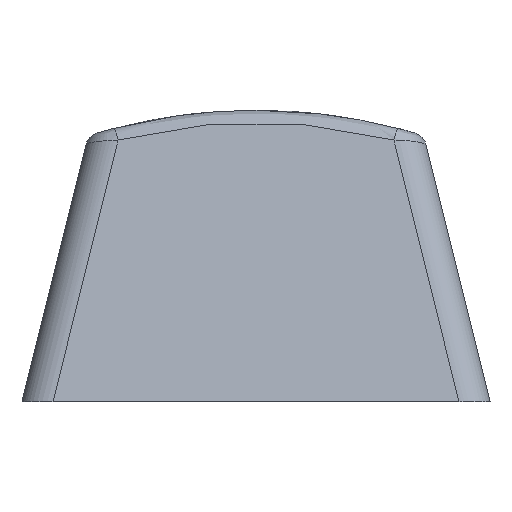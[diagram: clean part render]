
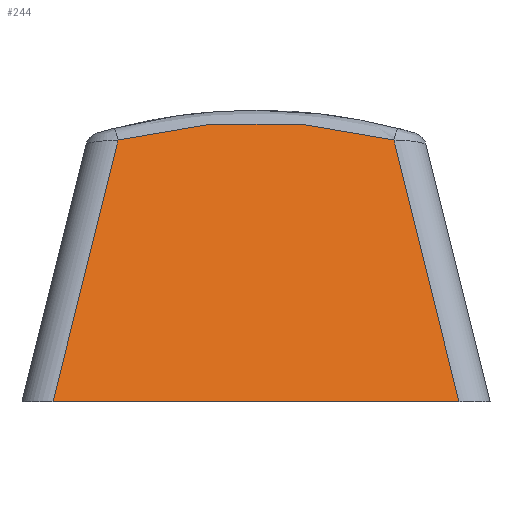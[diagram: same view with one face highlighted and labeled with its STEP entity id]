
A CAD part, left-side view. The second image highlights one B-rep face of the part: STEP entity #244.
In plain terms, the highlighted planar face has unit normal (-0.97, 0, 0.241).
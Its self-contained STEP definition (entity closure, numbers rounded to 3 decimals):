
#204=CARTESIAN_POINT('',(274.134,-93.075,2.145));
#205=DIRECTION('',(-0.97,0.,0.242));
#206=DIRECTION('',(0.242,0.,0.97));
#207=AXIS2_PLACEMENT_3D('',#204,#205,#206);
#208=PLANE('',#207);
#209=CARTESIAN_POINT('',(276.148,-98.464,10.236));
#210=VERTEX_POINT('',#209);
#211=CARTESIAN_POINT('',(276.148,-87.686,10.236));
#212=VERTEX_POINT('',#211);
#213=CARTESIAN_POINT('',(270.993,-93.075,-10.475));
#214=DIRECTION('',(-0.97,0.,0.242));
#215=DIRECTION('',(-0.242,-0.,-0.97));
#216=AXIS2_PLACEMENT_3D('',#213,#214,#215);
#217=ELLIPSE('',#216,22.054,21.401);
#218=EDGE_CURVE('',#210,#212,#217,.T.);
#219=ORIENTED_EDGE('',*,*,#218,.T.);
#220=CARTESIAN_POINT('',(273.6,-85.138,0.));
#221=VERTEX_POINT('',#220);
#222=CARTESIAN_POINT('',(276.148,-87.686,10.236));
#223=DIRECTION('',(-0.235,0.235,-0.943));
#224=VECTOR('',#223,10.852);
#225=LINE('',#222,#224);
#226=EDGE_CURVE('',#212,#221,#225,.T.);
#227=ORIENTED_EDGE('',*,*,#226,.T.);
#228=CARTESIAN_POINT('',(273.6,-101.012,0.));
#229=VERTEX_POINT('',#228);
#230=CARTESIAN_POINT('',(273.6,-85.138,0.));
#231=DIRECTION('',(-0.,-1.,-0.));
#232=VECTOR('',#231,15.874);
#233=LINE('',#230,#232);
#234=EDGE_CURVE('',#221,#229,#233,.T.);
#235=ORIENTED_EDGE('',*,*,#234,.T.);
#236=CARTESIAN_POINT('',(273.6,-101.012,0.));
#237=DIRECTION('',(0.235,0.235,0.943));
#238=VECTOR('',#237,10.852);
#239=LINE('',#236,#238);
#240=EDGE_CURVE('',#229,#210,#239,.T.);
#241=ORIENTED_EDGE('',*,*,#240,.T.);
#242=EDGE_LOOP('',(#219,#227,#235,#241));
#243=FACE_BOUND('',#242,.T.);
#244=ADVANCED_FACE('',(#243),#208,.T.);
